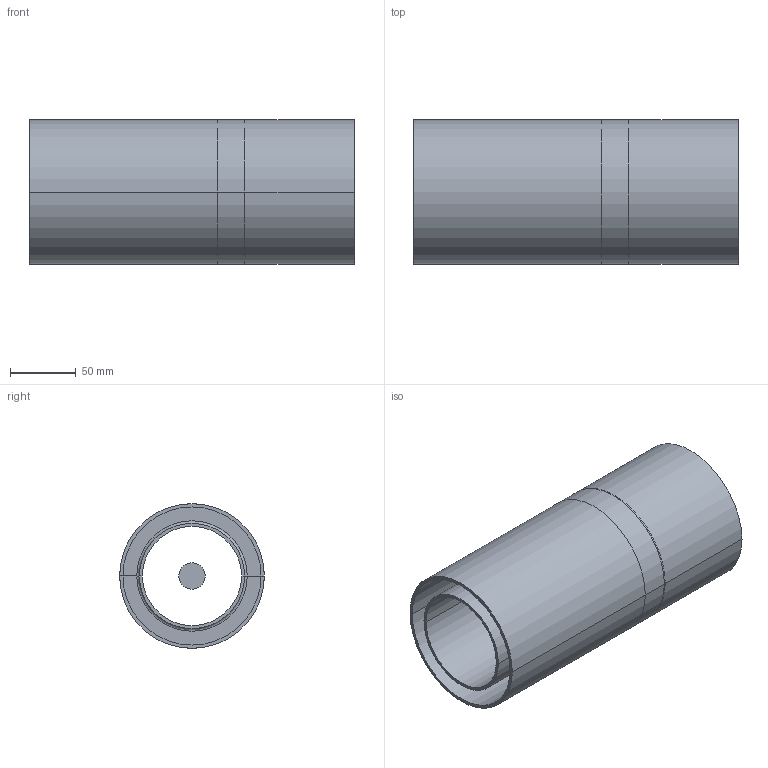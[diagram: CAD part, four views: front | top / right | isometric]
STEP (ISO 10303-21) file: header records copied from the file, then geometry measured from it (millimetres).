
FILE_DESCRIPTION(/* description */ (''),/* implementation_level */ '2;1');
FILE_NAME(/* name */ 'Plumbing_Joints_Aignep_Tube-Tube-Reducer-90012-3DView-Preview',/* time_stamp */ '2025-08-20T22:18:34+03:00',/* author */ (''),/* organization */ (''),/* preprocessor_version */ 'ST-DEVELOPER v20',/* originating_system */ '',/* authorisation */ '');
FILE_SCHEMA (('AP242_MANAGED_MODEL_BASED_3D_ENGINEERING_MIM_LF { 1 0 10303 442 1 1 4 }'));
Length unit declared in the file: millimetre
Products named in the file (7): TopLevelAssembly; Joined Solid Geometry; Extrusion; Model Lines; Model Lines_1; Model Lines_2; Joined Solid Geometry_1
Assembly tree (6 placements, depth 2):
  TopLevelAssembly
    Joined Solid Geometry
    Extrusion
    Model Lines
    Model Lines_1
    Model Lines_2
    Joined Solid Geometry_1
Bounding box: 247 x 110 x 110 mm (x, y, z)
Volume: 407800.8 mm3; surface area: 309492.4 mm2
Topology: 3 solids, 3 shells, 76 faces, 137 edges, 66 vertices
Faces by surface type: cylinder 34, plane 30, bspline 12
Entity records: 2113 total; most frequent: CARTESIAN_POINT 440, DIRECTION 375, ORIENTED_EDGE 268, AXIS2_PLACEMENT_3D 161, EDGE_CURVE 134, CIRCLE 84, FACE_OUTER_BOUND 76, EDGE_LOOP 76
